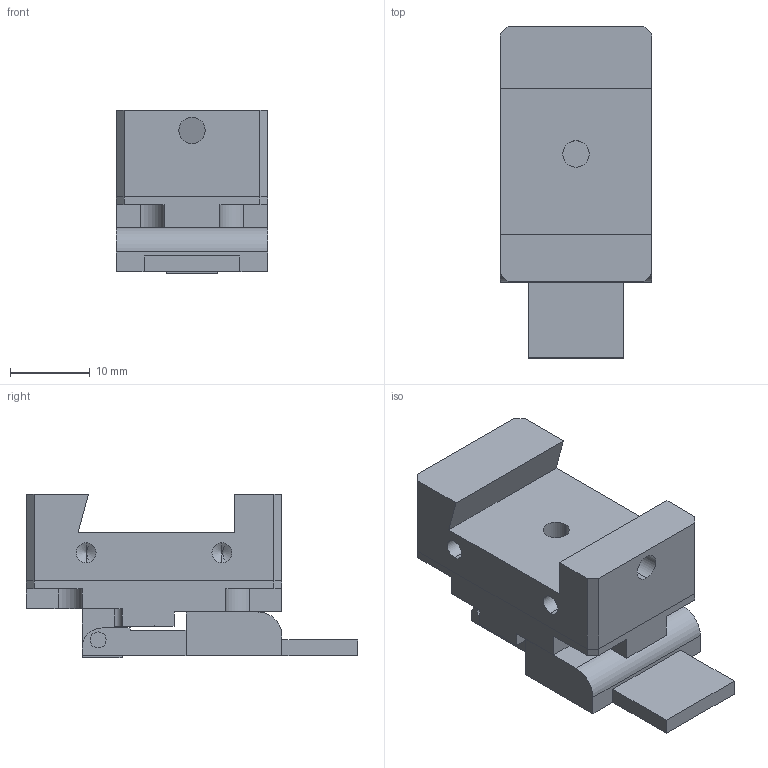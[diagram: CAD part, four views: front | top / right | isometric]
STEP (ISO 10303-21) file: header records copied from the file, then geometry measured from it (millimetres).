
FILE_DESCRIPTION (( 'STEP AP203' ), '1' );
FILE_NAME ('SMF-FH.STEP', '2020-02-28T01:42:15', ( '微软用户' ), ( '微软中国' ), 'SwSTEP 2.0', 'SolidWorks 2016', '' );
FILE_SCHEMA (( 'CONFIG_CONTROL_DESIGN' ));
Length unit declared in the file: millimetre
Products named in the file (1): SMF-FH
Bounding box: 19 x 41.5 x 20.4 mm (x, y, z)
Volume: 8269.6 mm3; surface area: 6136 mm2
Topology: 3 solids, 3 shells, 139 faces, 374 edges, 232 vertices
Faces by surface type: plane 72, cylinder 47, cone 20
Entity records: 4291 total; most frequent: DIRECTION 728, CARTESIAN_POINT 726, ORIENTED_EDGE 708, EDGE_CURVE 354, VECTOR 260, LINE 260, AXIS2_PLACEMENT_3D 234, VERTEX_POINT 232
